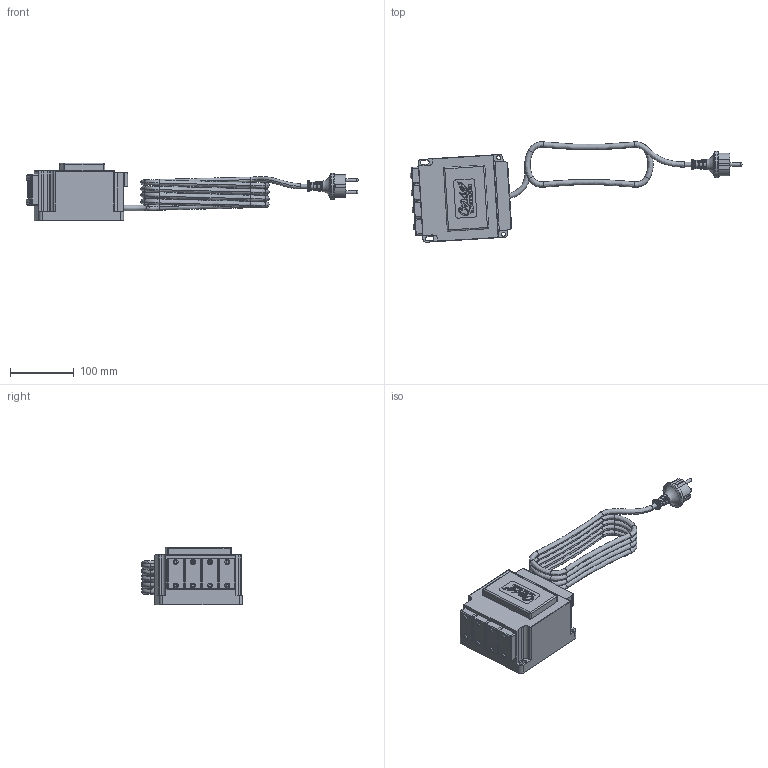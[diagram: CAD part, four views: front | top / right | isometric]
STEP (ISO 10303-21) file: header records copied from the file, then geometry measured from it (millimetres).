
FILE_DESCRIPTION(/* description */ (''),/* implementation_level */ '2;1');
FILE_NAME(/* name */ '50517_ Trafo ust 150.stp',/* time_stamp */ '2015-04-14T10:49:04+02:00',/* author */ ('guzb562'),/* organization */ (''),/* preprocessor_version */ 'ST-DEVELOPER v15.6',/* originating_system */ 'Autodesk Inventor 2015',/* authorisation */ '126679,2 mm^3');
FILE_SCHEMA (('AUTOMOTIVE_DESIGN { 1 0 10303 214 3 1 1 }'));
Products named in the file (4): kabel_1; stecker_schuko; Trafo; 50517_ Trafo ust 150
Assembly tree (3 placements, depth 2):
  50517_ Trafo ust 150
    kabel_1
    stecker_schuko
    Trafo
Bounding box: 520.68 x 157.34 x 90.1 mm (x, y, z)
Volume: 1462281.4 mm3; surface area: 163735.3 mm2
Topology: 3 solids, 11 shells, 615 faces, 1552 edges, 1004 vertices
Faces by surface type: plane 302, bspline 193, cylinder 96, cone 11, torus 9, sphere 4
Full cylindrical faces by diameter (mm): 5 x3, 6.4 x2, 7 x1, 7.922 x7, 7.924 x1, 8.3 x2, 17 x1, 41.5 x1
Entity records: 38461 total; most frequent: CARTESIAN_POINT 24555, ORIENTED_EDGE 2994, DIRECTION 2347, EDGE_CURVE 1497, VERTEX_POINT 992, AXIS2_PLACEMENT_3D 783, LINE 781, VECTOR 781
